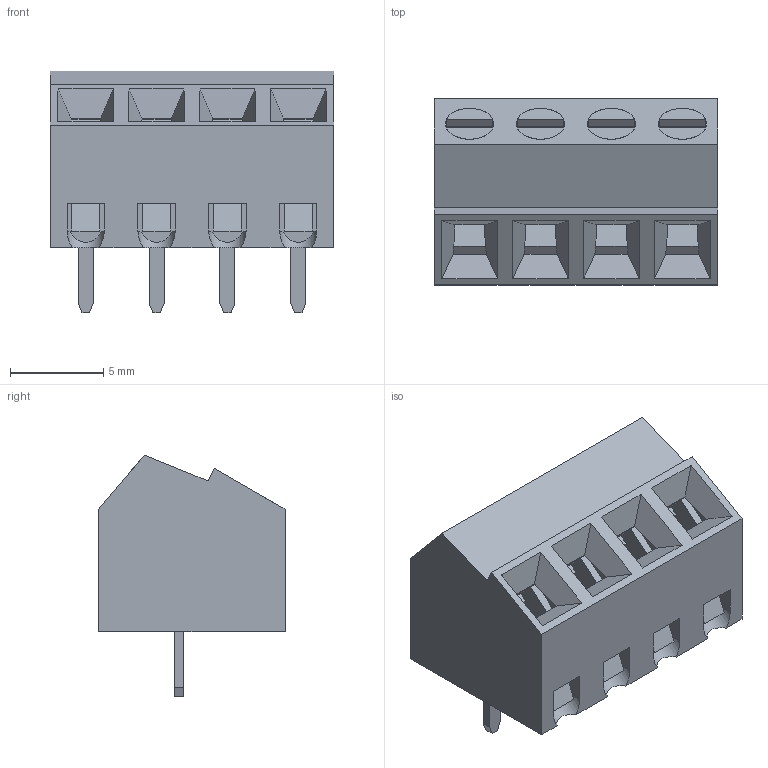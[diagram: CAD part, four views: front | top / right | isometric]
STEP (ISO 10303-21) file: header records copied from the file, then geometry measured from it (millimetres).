
FILE_DESCRIPTION( ( 'Unknown' ), '1' );
FILE_NAME( '691221320004.stp', 'Unknown', ( 'Quentin LAIDEBEUR' ), ( 'WE' ), 'PSStep 15.0.49', 'Sample-box', ' ' );
FILE_SCHEMA( ( 'AUTOMOTIVE_DESIGN { 1 0 10303 214 1 1 1 1 }' ) );
Length unit declared in the file: millimetre
Products named in the file (6): Assem1; 691221320004; 691221320004_BACK; 6912213200xx_MASS; 6912213200xx_VIS; 6912213200xx_PIN
Assembly tree (14 placements, depth 2):
  Assem1
    691221320004
    691221320004_BACK
    6912213200xx_MASS  x4
    6912213200xx_VIS  x4
    6912213200xx_PIN  x4
Bounding box: 15.24 x 10 x 13 mm (x, y, z)
Volume: 874.8 mm3; surface area: 2737.6 mm2
Topology: 14 solids, 14 shells, 385 faces, 1037 edges, 686 vertices
Faces by surface type: plane 337, cylinder 48
Full cylindrical faces by diameter (mm): 1.7 x8, 2.6 x8
Entity records: 11321 total; most frequent: CARTESIAN_POINT 1584, ORIENTED_EDGE 1546, DIRECTION 1449, EDGE_CURVE 773, LINE 687, VECTOR 687, VERTEX_POINT 516, AXIS2_PLACEMENT_3D 381
